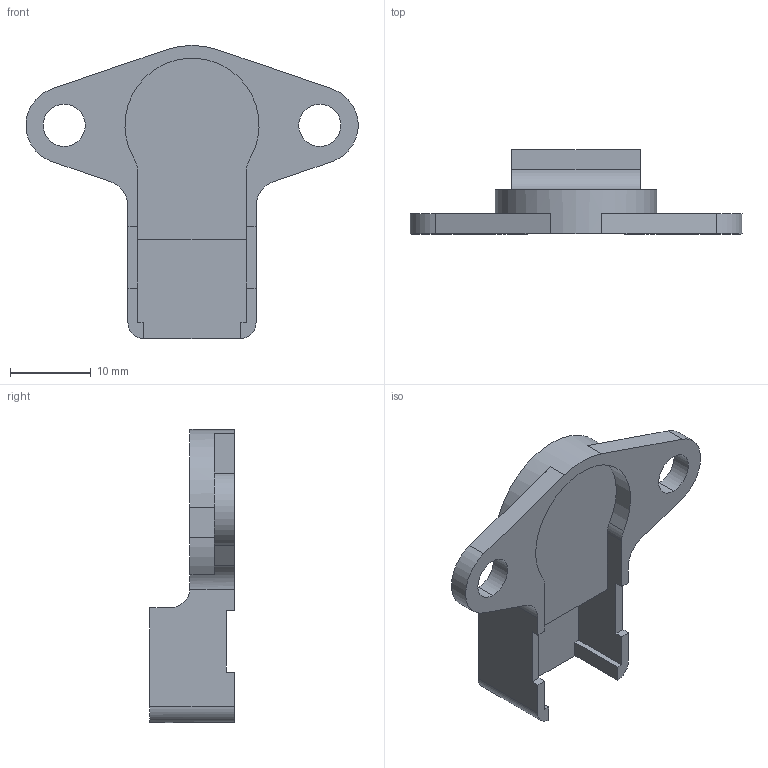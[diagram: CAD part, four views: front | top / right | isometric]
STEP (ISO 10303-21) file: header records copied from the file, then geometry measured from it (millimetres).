
FILE_DESCRIPTION (( 'STEP AP214' ), '1' );
FILE_NAME ('sensor_mount_top_rev_k.STEP', '2023-02-26T10:47:14', ( '' ), ( '' ), 'SwSTEP 2.0', 'SolidWorks 2022', '' );
FILE_SCHEMA (( 'AUTOMOTIVE_DESIGN' ));
Length unit declared in the file: inch
Products named in the file (1): sensor_mount_top_rev_k
Bounding box: 41.24 x 10.5 x 36.42 mm (x, y, z)
Volume: 2936.1 mm3; surface area: 2863.4 mm2
Topology: 1 solids, 1 shells, 49 faces, 141 edges, 94 vertices
Faces by surface type: plane 32, cylinder 17
Entity records: 1665 total; most frequent: CARTESIAN_POINT 291, ORIENTED_EDGE 282, DIRECTION 279, EDGE_CURVE 141, LINE 99, VECTOR 99, VERTEX_POINT 94, AXIS2_PLACEMENT_3D 90
